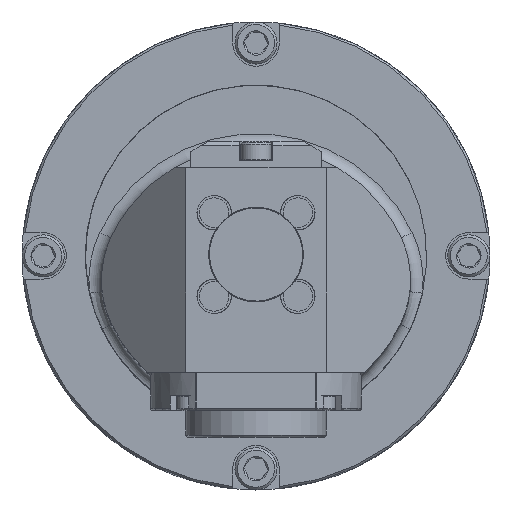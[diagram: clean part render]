
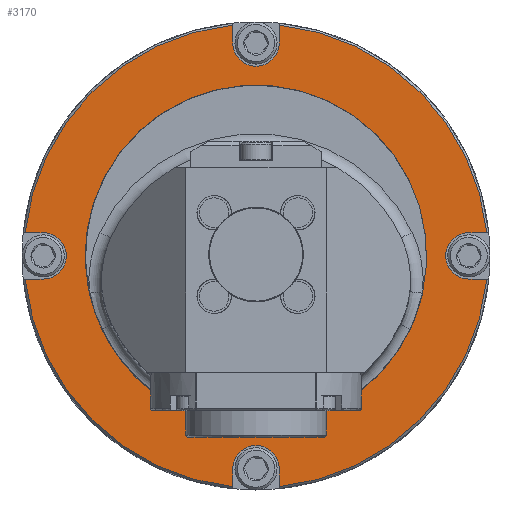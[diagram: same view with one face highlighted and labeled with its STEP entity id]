
A CAD part, top view. The second image highlights one B-rep face of the part: STEP entity #3170.
In plain terms, the highlighted planar face has unit normal (0, 0, 1).
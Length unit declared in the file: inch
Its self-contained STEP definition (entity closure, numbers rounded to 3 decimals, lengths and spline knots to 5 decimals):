
#88 = DIRECTION ( 'NONE',  ( -1., 0., 0. ) ) ;
#152 = EDGE_CURVE ( 'NONE', #459, #459, #4202, .T. ) ;
#171 = DIRECTION ( 'NONE',  ( 0., 0., 1. ) ) ;
#177 = AXIS2_PLACEMENT_3D ( 'NONE', #4716, #1693, #5228 ) ;
#353 = ORIENTED_EDGE ( 'NONE', *, *, #1901, .F. ) ;
#427 = EDGE_CURVE ( 'NONE', #5944, #4180, #3097, .T. ) ;
#459 = VERTEX_POINT ( 'NONE', #6265 ) ;
#531 = AXIS2_PLACEMENT_3D ( 'NONE', #3178, #171, #3692 ) ;
#541 = CARTESIAN_POINT ( 'NONE',  ( 0.172, 1.578, 0.781 ) ) ;
#553 = DIRECTION ( 'NONE',  ( 0., 0., 1. ) ) ;
#692 = AXIS2_PLACEMENT_3D ( 'NONE', #6165, #3098, #88 ) ;
#710 = EDGE_CURVE ( 'NONE', #3448, #2544, #1870, .T. ) ;
#769 = CARTESIAN_POINT ( 'NONE',  ( -0.172, 1.578, 0.781 ) ) ;
#847 = ORIENTED_EDGE ( 'NONE', *, *, #3987, .F. ) ;
#957 = CARTESIAN_POINT ( 'NONE',  ( 0., 0., 0.781 ) ) ;
#967 = CARTESIAN_POINT ( 'NONE',  ( 0., 0., 0.781 ) ) ;
#1090 = AXIS2_PLACEMENT_3D ( 'NONE', #3552, #553, #4058 ) ;
#1112 = CARTESIAN_POINT ( 'NONE',  ( -0.172, -1.578, 0.781 ) ) ;
#1146 = CIRCLE ( 'NONE', #1090, 0.172 ) ;
#1204 = DIRECTION ( 'NONE',  ( 0., 0., -1. ) ) ;
#1241 = CARTESIAN_POINT ( 'NONE',  ( -1.578, -0.172, 0.781 ) ) ;
#1373 = CARTESIAN_POINT ( 'NONE',  ( -0.172, 1.71088, 0.781 ) ) ;
#1408 = DIRECTION ( 'NONE',  ( -1., 0., 0. ) ) ;
#1449 = CARTESIAN_POINT ( 'NONE',  ( 1.578, -0.172, 0.781 ) ) ;
#1477 = DIRECTION ( 'NONE',  ( -1., 0., 0. ) ) ;
#1566 = AXIS2_PLACEMENT_3D ( 'NONE', #4187, #3712, #4256 ) ;
#1633 = CARTESIAN_POINT ( 'NONE',  ( 0.172, 1.578, 0.781 ) ) ;
#1658 = CARTESIAN_POINT ( 'NONE',  ( -1.578, 0.172, 0.781 ) ) ;
#1693 = DIRECTION ( 'NONE',  ( 0., 0., 1. ) ) ;
#1752 = EDGE_CURVE ( 'NONE', #4366, #6134, #4935, .T. ) ;
#1760 = ORIENTED_EDGE ( 'NONE', *, *, #5471, .F. ) ;
#1783 = VECTOR ( 'NONE', #6444, 39.37008 ) ;
#1870 = CIRCLE ( 'NONE', #3312, 1.7195 ) ;
#1901 = EDGE_CURVE ( 'NONE', #2537, #3943, #4272, .T. ) ;
#1949 = DIRECTION ( 'NONE',  ( -1., 0., 0. ) ) ;
#2020 = CIRCLE ( 'NONE', #531, 0.172 ) ;
#2037 = LINE ( 'NONE', #5389, #1783 ) ;
#2096 = CIRCLE ( 'NONE', #177, 0.172 ) ;
#2236 = VERTEX_POINT ( 'NONE', #5621 ) ;
#2343 = CARTESIAN_POINT ( 'NONE',  ( 0., 0., 0.781 ) ) ;
#2366 = ORIENTED_EDGE ( 'NONE', *, *, #3923, .F. ) ;
#2381 = CARTESIAN_POINT ( 'NONE',  ( -1.71088, -0.172, 0.781 ) ) ;
#2537 = VERTEX_POINT ( 'NONE', #3366 ) ;
#2544 = VERTEX_POINT ( 'NONE', #3865 ) ;
#2546 = VERTEX_POINT ( 'NONE', #1373 ) ;
#2672 = CARTESIAN_POINT ( 'NONE',  ( 0.172, 1.71088, 0.781 ) ) ;
#2740 = EDGE_CURVE ( 'NONE', #3511, #2537, #1146, .T. ) ;
#2778 = ORIENTED_EDGE ( 'NONE', *, *, #5271, .T. ) ;
#2820 = LINE ( 'NONE', #769, #2834 ) ;
#2828 = AXIS2_PLACEMENT_3D ( 'NONE', #967, #4477, #1477 ) ;
#2834 = VECTOR ( 'NONE', #3273, 39.37008 ) ;
#2837 = DIRECTION ( 'NONE',  ( -1., 0., 0. ) ) ;
#2928 = ORIENTED_EDGE ( 'NONE', *, *, #6226, .F. ) ;
#2937 = VERTEX_POINT ( 'NONE', #3514 ) ;
#2940 = DIRECTION ( 'NONE',  ( 0., 0., 1. ) ) ;
#2998 = VECTOR ( 'NONE', #4754, 39.37008 ) ;
#3067 = LINE ( 'NONE', #1241, #2998 ) ;
#3097 = CIRCLE ( 'NONE', #3107, 0.172 ) ;
#3098 = DIRECTION ( 'NONE',  ( 0., 0., 1. ) ) ;
#3107 = AXIS2_PLACEMENT_3D ( 'NONE', #6022, #6035, #3884 ) ;
#3154 = DIRECTION ( 'NONE',  ( -1., 0., 0. ) ) ;
#3170 = ADVANCED_FACE ( 'NONE', ( #5855, #5946 ), #3704, .F. ) ;
#3178 = CARTESIAN_POINT ( 'NONE',  ( 0., 1.578, 0.781 ) ) ;
#3190 = ORIENTED_EDGE ( 'NONE', *, *, #2740, .F. ) ;
#3195 = CARTESIAN_POINT ( 'NONE',  ( 0., 1.7345, 0.781 ) ) ;
#3205 = ORIENTED_EDGE ( 'NONE', *, *, #152, .F. ) ;
#3233 = EDGE_CURVE ( 'NONE', #4180, #2544, #5755, .T. ) ;
#3273 = DIRECTION ( 'NONE',  ( 0., -1., 0. ) ) ;
#3312 = AXIS2_PLACEMENT_3D ( 'NONE', #957, #2940, #1949 ) ;
#3366 = CARTESIAN_POINT ( 'NONE',  ( -1.578, 0.172, 0.781 ) ) ;
#3448 = VERTEX_POINT ( 'NONE', #3828 ) ;
#3511 = VERTEX_POINT ( 'NONE', #4907 ) ;
#3514 = CARTESIAN_POINT ( 'NONE',  ( 0.172, -1.578, 0.781 ) ) ;
#3552 = CARTESIAN_POINT ( 'NONE',  ( -1.578, 0., 0.781 ) ) ;
#3692 = DIRECTION ( 'NONE',  ( 1., 0., 0. ) ) ;
#3704 = PLANE ( 'NONE',  #6398 ) ;
#3712 = DIRECTION ( 'NONE',  ( 0., 0., 1. ) ) ;
#3782 = VERTEX_POINT ( 'NONE', #1112 ) ;
#3828 = CARTESIAN_POINT ( 'NONE',  ( 0.172, -1.71088, 0.781 ) ) ;
#3865 = CARTESIAN_POINT ( 'NONE',  ( 1.71088, -0.172, 0.781 ) ) ;
#3872 = DIRECTION ( 'NONE',  ( 0., -1., 0. ) ) ;
#3884 = DIRECTION ( 'NONE',  ( 1., 0., 0. ) ) ;
#3923 = EDGE_CURVE ( 'NONE', #5020, #3511, #3067, .T. ) ;
#3943 = VERTEX_POINT ( 'NONE', #5280 ) ;
#3987 = EDGE_CURVE ( 'NONE', #2546, #4066, #2820, .T. ) ;
#4058 = DIRECTION ( 'NONE',  ( 1., 0., 0. ) ) ;
#4066 = VERTEX_POINT ( 'NONE', #4344 ) ;
#4161 = VERTEX_POINT ( 'NONE', #4917 ) ;
#4180 = VERTEX_POINT ( 'NONE', #1449 ) ;
#4187 = CARTESIAN_POINT ( 'NONE',  ( 0., 0., 0.781 ) ) ;
#4198 = VECTOR ( 'NONE', #3154, 39.37008 ) ;
#4202 = CIRCLE ( 'NONE', #1566, 1.2655 ) ;
#4207 = ORIENTED_EDGE ( 'NONE', *, *, #3233, .F. ) ;
#4216 = LINE ( 'NONE', #4403, #4302 ) ;
#4250 = CARTESIAN_POINT ( 'NONE',  ( 1.578, -0.172, 0.781 ) ) ;
#4256 = DIRECTION ( 'NONE',  ( -1., 0., 0. ) ) ;
#4272 = LINE ( 'NONE', #1658, #4198 ) ;
#4302 = VECTOR ( 'NONE', #1408, 39.37008 ) ;
#4344 = CARTESIAN_POINT ( 'NONE',  ( -0.172, 1.578, 0.781 ) ) ;
#4366 = VERTEX_POINT ( 'NONE', #1633 ) ;
#4403 = CARTESIAN_POINT ( 'NONE',  ( 1.578, 0.172, 0.781 ) ) ;
#4447 = ORIENTED_EDGE ( 'NONE', *, *, #6132, .F. ) ;
#4477 = DIRECTION ( 'NONE',  ( 0., 0., 1. ) ) ;
#4549 = EDGE_LOOP ( 'NONE', ( #3205 ) ) ;
#4609 = ORIENTED_EDGE ( 'NONE', *, *, #4938, .T. ) ;
#4685 = ORIENTED_EDGE ( 'NONE', *, *, #1752, .F. ) ;
#4692 = ORIENTED_EDGE ( 'NONE', *, *, #5108, .T. ) ;
#4716 = CARTESIAN_POINT ( 'NONE',  ( 0., -1.578, 0.781 ) ) ;
#4725 = DIRECTION ( 'NONE',  ( -1., 0., 0. ) ) ;
#4754 = DIRECTION ( 'NONE',  ( 1., 0., 0. ) ) ;
#4764 = VECTOR ( 'NONE', #5585, 39.37008 ) ;
#4907 = CARTESIAN_POINT ( 'NONE',  ( -1.578, -0.172, 0.781 ) ) ;
#4917 = CARTESIAN_POINT ( 'NONE',  ( 1.71088, 0.172, 0.781 ) ) ;
#4935 = LINE ( 'NONE', #541, #4764 ) ;
#4938 = EDGE_CURVE ( 'NONE', #4161, #6134, #6228, .T. ) ;
#5011 = EDGE_CURVE ( 'NONE', #3782, #2236, #5912, .T. ) ;
#5020 = VERTEX_POINT ( 'NONE', #2381 ) ;
#5108 = EDGE_CURVE ( 'NONE', #2546, #3943, #5501, .T. ) ;
#5116 = CIRCLE ( 'NONE', #692, 1.7195 ) ;
#5228 = DIRECTION ( 'NONE',  ( 1., 0., 0. ) ) ;
#5271 = EDGE_CURVE ( 'NONE', #5020, #2236, #5116, .T. ) ;
#5280 = CARTESIAN_POINT ( 'NONE',  ( -1.71088, 0.172, 0.781 ) ) ;
#5389 = CARTESIAN_POINT ( 'NONE',  ( 0.172, -1.578, 0.781 ) ) ;
#5414 = CARTESIAN_POINT ( 'NONE',  ( -0.172, -1.578, 0.781 ) ) ;
#5471 = EDGE_CURVE ( 'NONE', #4161, #5944, #4216, .T. ) ;
#5501 = CIRCLE ( 'NONE', #2828, 1.7195 ) ;
#5555 = ORIENTED_EDGE ( 'NONE', *, *, #427, .F. ) ;
#5585 = DIRECTION ( 'NONE',  ( 0., 1., 0. ) ) ;
#5621 = CARTESIAN_POINT ( 'NONE',  ( -0.172, -1.71088, 0.781 ) ) ;
#5650 = ORIENTED_EDGE ( 'NONE', *, *, #5011, .F. ) ;
#5680 = VECTOR ( 'NONE', #5788, 39.37008 ) ;
#5740 = ORIENTED_EDGE ( 'NONE', *, *, #710, .T. ) ;
#5755 = LINE ( 'NONE', #4250, #5680 ) ;
#5788 = DIRECTION ( 'NONE',  ( 1., 0., 0. ) ) ;
#5834 = VECTOR ( 'NONE', #3872, 39.37008 ) ;
#5852 = CARTESIAN_POINT ( 'NONE',  ( 1.578, 0.172, 0.781 ) ) ;
#5855 = FACE_BOUND ( 'NONE', #4549, .T. ) ;
#5886 = DIRECTION ( 'NONE',  ( 0., 0., 1. ) ) ;
#5912 = LINE ( 'NONE', #5414, #5834 ) ;
#5944 = VERTEX_POINT ( 'NONE', #5852 ) ;
#5946 = FACE_OUTER_BOUND ( 'NONE', #6485, .T. ) ;
#6022 = CARTESIAN_POINT ( 'NONE',  ( 1.578, 0., 0.781 ) ) ;
#6033 = AXIS2_PLACEMENT_3D ( 'NONE', #2343, #5886, #2837 ) ;
#6035 = DIRECTION ( 'NONE',  ( 0., 0., 1. ) ) ;
#6132 = EDGE_CURVE ( 'NONE', #4066, #4366, #2020, .T. ) ;
#6134 = VERTEX_POINT ( 'NONE', #2672 ) ;
#6139 = EDGE_CURVE ( 'NONE', #2937, #3782, #2096, .T. ) ;
#6165 = CARTESIAN_POINT ( 'NONE',  ( 0., 0., 0.781 ) ) ;
#6226 = EDGE_CURVE ( 'NONE', #3448, #2937, #2037, .T. ) ;
#6228 = CIRCLE ( 'NONE', #6033, 1.7195 ) ;
#6265 = CARTESIAN_POINT ( 'NONE',  ( -1.2655, 0., 0.781 ) ) ;
#6398 = AXIS2_PLACEMENT_3D ( 'NONE', #3195, #1204, #4725 ) ;
#6433 = ORIENTED_EDGE ( 'NONE', *, *, #6139, .F. ) ;
#6444 = DIRECTION ( 'NONE',  ( 0., 1., 0. ) ) ;
#6485 = EDGE_LOOP ( 'NONE', ( #2928, #5740, #4207, #5555, #1760, #4609, #4685, #4447, #847, #4692, #353, #3190, #2366, #2778, #5650, #6433 ) ) ;
